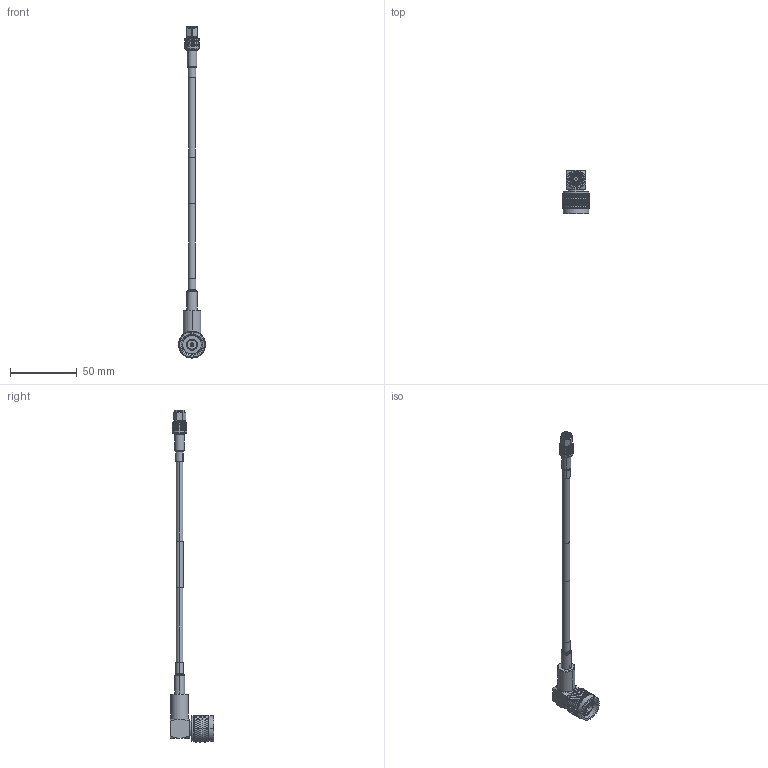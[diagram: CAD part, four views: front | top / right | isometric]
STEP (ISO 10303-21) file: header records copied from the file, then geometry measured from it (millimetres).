
FILE_DESCRIPTION (( 'STEP AP214' ), '1' );
FILE_NAME ('FMC00158_3D.step', '2024-01-19T19:39:32', ( '' ), ( '' ), 'SwSTEP 2.0', 'SolidWorks 2022', '' );
FILE_SCHEMA (( 'AUTOMOTIVE_DESIGN' ));
Length unit declared in the file: inch
Products named in the file (9): FMC00158_3D; Copy of Heatshrink_LMR-195_240177^FMC00158; Copy of TC-195-SM-SS-X_ferrule^Copy of TC-195-SM-SS-X_FMC00158; Copy (2) of Heatshrink_LMR-195-3_240177^FMC00158; Copy of TC-195-SM-SS-X^FMC00158; Copy of PE4485 ¦ FMCN1104^FMC00158; Copy of TC-195-SM-SS-X_c-contact^Copy of TC-195-SM-SS-X_FMC00158; Copy of TC-195-SM-SS-X_body^Copy of TC-195-SM-SS-X_FMC00158; Copy (2) of Cable_LMR-195_240177^FMC00158_Cable_LMR-195
Assembly tree (8 placements, depth 3):
  FMC00158_3D
    Copy (2) of Cable_LMR-195_240177^FMC00158_Cable_LMR-195
    Copy of TC-195-SM-SS-X^FMC00158
      Copy of TC-195-SM-SS-X_body^Copy of TC-195-SM-SS-X_FMC00158
      Copy of TC-195-SM-SS-X_c-contact^Copy of TC-195-SM-SS-X_FMC00158
      Copy of TC-195-SM-SS-X_ferrule^Copy of TC-195-SM-SS-X_FMC00158
    Copy of PE4485 ¦ FMCN1104^FMC00158
    Copy of Heatshrink_LMR-195_240177^FMC00158
    Copy (2) of Heatshrink_LMR-195-3_240177^FMC00158
Bounding box: 20 x 32.77 x 248.17 mm (x, y, z)
Volume: 15992.3 mm3; surface area: 11374.6 mm2
Topology: 8 solids, 8 shells, 1774 faces, 3832 edges, 2102 vertices
Faces by surface type: bspline 1125, cylinder 442, cone 99, plane 72, torus 34, sphere 2
Entity records: 67571 total; most frequent: CARTESIAN_POINT 41147, ORIENTED_EDGE 7660, EDGE_CURVE 3830, DIRECTION 2670, VERTEX_POINT 2102, EDGE_LOOP 1810, FACE_OUTER_BOUND 1774, ADVANCED_FACE 1774
